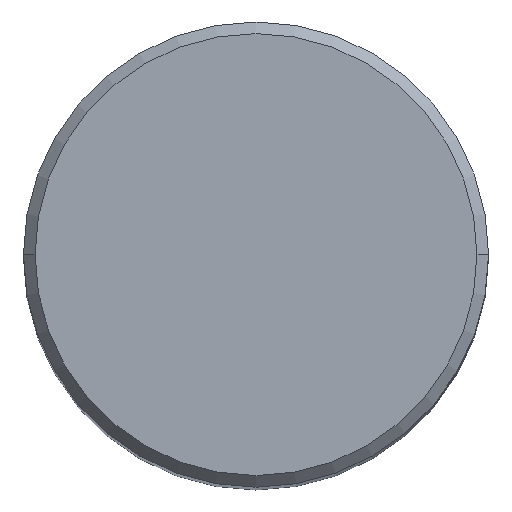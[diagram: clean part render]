
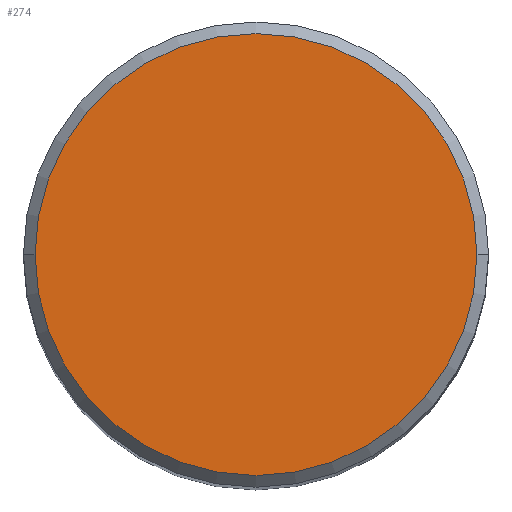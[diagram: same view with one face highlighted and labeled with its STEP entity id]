
A CAD part, top view. The second image highlights one B-rep face of the part: STEP entity #274.
In plain terms, the highlighted planar face has unit normal (0, 0, 1).
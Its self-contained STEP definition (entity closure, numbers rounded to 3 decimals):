
#13 = DIRECTION ( 'NONE',  ( 1., 0., 0. ) ) ;
#21 = CARTESIAN_POINT ( 'NONE',  ( 0., 0., 0. ) ) ;
#30 = CARTESIAN_POINT ( 'NONE',  ( 0., 0., 0. ) ) ;
#41 = DIRECTION ( 'NONE',  ( 1., 0., 0. ) ) ;
#54 = CARTESIAN_POINT ( 'NONE',  ( 1.9, 0., 0. ) ) ;
#61 = CARTESIAN_POINT ( 'NONE',  ( -1.9, 0., 0. ) ) ;
#91 = DIRECTION ( 'NONE',  ( 0., 0., 1. ) ) ;
#92 = AXIS2_PLACEMENT_3D ( 'NONE', #30, #146, #13 ) ;
#97 = DIRECTION ( 'NONE',  ( 1., 0., 0. ) ) ;
#103 = PLANE ( 'NONE',  #164 ) ;
#105 = AXIS2_PLACEMENT_3D ( 'NONE', #110, #265, #41 ) ;
#110 = CARTESIAN_POINT ( 'NONE',  ( 0., 0., 0. ) ) ;
#146 = DIRECTION ( 'NONE',  ( 0., 0., 1. ) ) ;
#153 = EDGE_CURVE ( 'NONE', #238, #244, #202, .T. ) ;
#158 = EDGE_CURVE ( 'NONE', #244, #238, #201, .T. ) ;
#164 = AXIS2_PLACEMENT_3D ( 'NONE', #21, #91, #97 ) ;
#201 = CIRCLE ( 'NONE', #105, 1.9 ) ;
#202 = CIRCLE ( 'NONE', #92, 1.9 ) ;
#232 = ORIENTED_EDGE ( 'NONE', *, *, #158, .T. ) ;
#238 = VERTEX_POINT ( 'NONE', #61 ) ;
#244 = VERTEX_POINT ( 'NONE', #54 ) ;
#247 = ORIENTED_EDGE ( 'NONE', *, *, #153, .T. ) ;
#265 = DIRECTION ( 'NONE',  ( 0., 0., 1. ) ) ;
#266 = EDGE_LOOP ( 'NONE', ( #247, #232 ) ) ;
#271 = FACE_OUTER_BOUND ( 'NONE', #266, .T. ) ;
#274 = ADVANCED_FACE ( 'NONE', ( #271 ), #103, .T. ) ;
